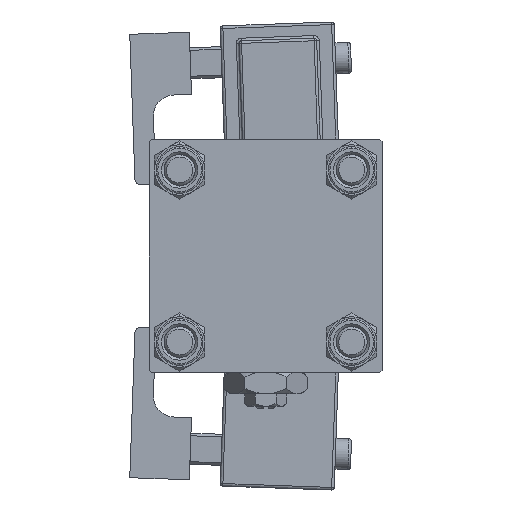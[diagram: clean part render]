
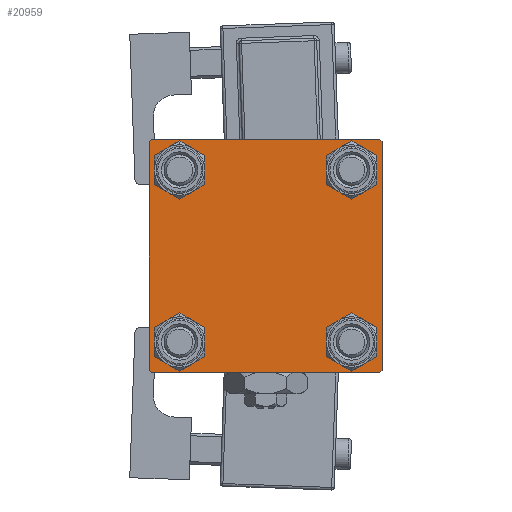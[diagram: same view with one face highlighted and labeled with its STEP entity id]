
A CAD part, left-side view. The second image highlights one B-rep face of the part: STEP entity #20959.
In plain terms, the highlighted planar face has unit normal (-1, 0, 0).
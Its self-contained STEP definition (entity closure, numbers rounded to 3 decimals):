
#143 = CIRCLE ( 'NONE', #14063, 3.5 ) ;
#374 = DIRECTION ( 'NONE',  ( 1., 0., 0. ) ) ;
#551 = VECTOR ( 'NONE', #37643, 1000. ) ;
#640 = LINE ( 'NONE', #23574, #2188 ) ;
#1406 = CARTESIAN_POINT ( 'NONE',  ( 0., -16.6, 16.6 ) ) ;
#1749 = AXIS2_PLACEMENT_3D ( 'NONE', #24565, #42299, #2503 ) ;
#1753 = VERTEX_POINT ( 'NONE', #16066 ) ;
#1799 = DIRECTION ( 'NONE',  ( 1., 0., 0. ) ) ;
#2188 = VECTOR ( 'NONE', #13397, 1000. ) ;
#2238 = LINE ( 'NONE', #42885, #551 ) ;
#2503 = DIRECTION ( 'NONE',  ( 0., 0., 1. ) ) ;
#2618 = FACE_BOUND ( 'NONE', #13706, .T. ) ;
#2800 = EDGE_CURVE ( 'NONE', #1753, #23442, #38153, .T. ) ;
#2842 = DIRECTION ( 'NONE',  ( 0., 0.707, -0.707 ) ) ;
#2897 = CARTESIAN_POINT ( 'NONE',  ( 0., 0., 0. ) ) ;
#3707 = VERTEX_POINT ( 'NONE', #22751 ) ;
#3780 = DIRECTION ( 'NONE',  ( 0., 0.707, 0.707 ) ) ;
#4388 = CARTESIAN_POINT ( 'NONE',  ( 0., 22., 22.5 ) ) ;
#4936 = EDGE_LOOP ( 'NONE', ( #38950, #41936 ) ) ;
#5217 = EDGE_CURVE ( 'NONE', #24265, #40961, #31848, .T. ) ;
#6048 = DIRECTION ( 'NONE',  ( 1., 0., 0. ) ) ;
#6726 = CARTESIAN_POINT ( 'NONE',  ( 0., -16.6, -16.6 ) ) ;
#7244 = AXIS2_PLACEMENT_3D ( 'NONE', #2897, #20317, #55763 ) ;
#7838 = VERTEX_POINT ( 'NONE', #43672 ) ;
#8875 = CIRCLE ( 'NONE', #11635, 3.5 ) ;
#8894 = EDGE_CURVE ( 'NONE', #56131, #41652, #26013, .T. ) ;
#8920 = VERTEX_POINT ( 'NONE', #30293 ) ;
#9356 = VERTEX_POINT ( 'NONE', #33807 ) ;
#9814 = DIRECTION ( 'NONE',  ( 0., 0., -1. ) ) ;
#10183 = CARTESIAN_POINT ( 'NONE',  ( 0., 16.6, 16.6 ) ) ;
#10563 = CARTESIAN_POINT ( 'NONE',  ( 0., -16.6, 16.6 ) ) ;
#11635 = AXIS2_PLACEMENT_3D ( 'NONE', #10183, #54344, #32546 ) ;
#12633 = EDGE_CURVE ( 'NONE', #56131, #3707, #42937, .T. ) ;
#13113 = AXIS2_PLACEMENT_3D ( 'NONE', #6726, #19802, #42176 ) ;
#13206 = EDGE_CURVE ( 'NONE', #35363, #8920, #34774, .T. ) ;
#13397 = DIRECTION ( 'NONE',  ( 0., -1., 0. ) ) ;
#13706 = EDGE_LOOP ( 'NONE', ( #49450, #28904 ) ) ;
#13842 = ORIENTED_EDGE ( 'NONE', *, *, #23275, .T. ) ;
#14063 = AXIS2_PLACEMENT_3D ( 'NONE', #39572, #374, #48294 ) ;
#14287 = ORIENTED_EDGE ( 'NONE', *, *, #32719, .T. ) ;
#14872 = CARTESIAN_POINT ( 'NONE',  ( 0., 16.6, 16.6 ) ) ;
#15292 = VECTOR ( 'NONE', #17598, 1000. ) ;
#15475 = DIRECTION ( 'NONE',  ( 0., 0., 1. ) ) ;
#15758 = EDGE_CURVE ( 'NONE', #40961, #24265, #34286, .T. ) ;
#16066 = CARTESIAN_POINT ( 'NONE',  ( 0., -16.6, -20.1 ) ) ;
#16270 = ORIENTED_EDGE ( 'NONE', *, *, #12633, .T. ) ;
#16464 = CARTESIAN_POINT ( 'NONE',  ( 0., 22., -22.5 ) ) ;
#16544 = CARTESIAN_POINT ( 'NONE',  ( 0., -22.5, 22. ) ) ;
#16817 = FACE_OUTER_BOUND ( 'NONE', #41727, .T. ) ;
#17489 = ORIENTED_EDGE ( 'NONE', *, *, #38652, .T. ) ;
#17598 = DIRECTION ( 'NONE',  ( 0., -1., 0. ) ) ;
#18062 = DIRECTION ( 'NONE',  ( 1., 0., 0. ) ) ;
#18523 = ORIENTED_EDGE ( 'NONE', *, *, #2800, .T. ) ;
#18562 = AXIS2_PLACEMENT_3D ( 'NONE', #10563, #33454, #15475 ) ;
#19702 = CARTESIAN_POINT ( 'NONE',  ( 0., 22.25, 22.25 ) ) ;
#19726 = CARTESIAN_POINT ( 'NONE',  ( 0., -16.6, 13.1 ) ) ;
#19802 = DIRECTION ( 'NONE',  ( 1., 0., 0. ) ) ;
#20317 = DIRECTION ( 'NONE',  ( -1., 0., 0. ) ) ;
#20959 = ADVANCED_FACE ( 'NONE', ( #42694, #42417, #2618, #25530, #16817 ), #38024, .T. ) ;
#21113 = VECTOR ( 'NONE', #50687, 1000. ) ;
#21311 = DIRECTION ( 'NONE',  ( 0., -0.707, -0.707 ) ) ;
#22083 = VERTEX_POINT ( 'NONE', #16544 ) ;
#22345 = EDGE_CURVE ( 'NONE', #23442, #1753, #37908, .T. ) ;
#22625 = AXIS2_PLACEMENT_3D ( 'NONE', #36922, #18062, #53779 ) ;
#22751 = CARTESIAN_POINT ( 'NONE',  ( 0., 22.5, 22. ) ) ;
#23275 = EDGE_CURVE ( 'NONE', #46657, #9356, #28859, .T. ) ;
#23442 = VERTEX_POINT ( 'NONE', #43367 ) ;
#23574 = CARTESIAN_POINT ( 'NONE',  ( 0., 22.5, -22.5 ) ) ;
#23696 = CARTESIAN_POINT ( 'NONE',  ( 0., -16.6, 20.1 ) ) ;
#24265 = VERTEX_POINT ( 'NONE', #23696 ) ;
#24565 = CARTESIAN_POINT ( 'NONE',  ( 0., -16.6, -16.6 ) ) ;
#24927 = ORIENTED_EDGE ( 'NONE', *, *, #39016, .T. ) ;
#25305 = AXIS2_PLACEMENT_3D ( 'NONE', #1406, #6048, #49068 ) ;
#25530 = FACE_BOUND ( 'NONE', #27272, .T. ) ;
#25553 = CARTESIAN_POINT ( 'NONE',  ( 0., -22., -22.5 ) ) ;
#26013 = LINE ( 'NONE', #43754, #15292 ) ;
#27237 = CARTESIAN_POINT ( 'NONE',  ( 0., 22.5, 22.5 ) ) ;
#27272 = EDGE_LOOP ( 'NONE', ( #50628, #46980 ) ) ;
#28095 = LINE ( 'NONE', #27237, #37332 ) ;
#28180 = VECTOR ( 'NONE', #21311, 1000. ) ;
#28859 = LINE ( 'NONE', #38418, #21113 ) ;
#28904 = ORIENTED_EDGE ( 'NONE', *, *, #46417, .T. ) ;
#29116 = CIRCLE ( 'NONE', #22625, 3.5 ) ;
#30293 = CARTESIAN_POINT ( 'NONE',  ( 0., 16.6, 20.1 ) ) ;
#31820 = EDGE_LOOP ( 'NONE', ( #41656, #18523 ) ) ;
#31848 = CIRCLE ( 'NONE', #25305, 3.5 ) ;
#32546 = DIRECTION ( 'NONE',  ( 0., 0., 1. ) ) ;
#32719 = EDGE_CURVE ( 'NONE', #22083, #41652, #47659, .T. ) ;
#32946 = AXIS2_PLACEMENT_3D ( 'NONE', #14872, #1799, #50045 ) ;
#33454 = DIRECTION ( 'NONE',  ( 1., 0., 0. ) ) ;
#33807 = CARTESIAN_POINT ( 'NONE',  ( 0., -22.5, -22. ) ) ;
#33832 = VECTOR ( 'NONE', #2842, 1000. ) ;
#34183 = EDGE_CURVE ( 'NONE', #3707, #50233, #28095, .T. ) ;
#34286 = CIRCLE ( 'NONE', #18562, 3.5 ) ;
#34774 = CIRCLE ( 'NONE', #32946, 3.5 ) ;
#35363 = VERTEX_POINT ( 'NONE', #46448 ) ;
#36278 = ORIENTED_EDGE ( 'NONE', *, *, #40572, .F. ) ;
#36922 = CARTESIAN_POINT ( 'NONE',  ( 0., 16.6, -16.6 ) ) ;
#37332 = VECTOR ( 'NONE', #9814, 1000. ) ;
#37643 = DIRECTION ( 'NONE',  ( 0., 0., -1. ) ) ;
#37908 = CIRCLE ( 'NONE', #1749, 3.5 ) ;
#38024 = PLANE ( 'NONE',  #7244 ) ;
#38153 = CIRCLE ( 'NONE', #13113, 3.5 ) ;
#38418 = CARTESIAN_POINT ( 'NONE',  ( 0., -22.25, -22.25 ) ) ;
#38652 = EDGE_CURVE ( 'NONE', #38762, #46657, #640, .T. ) ;
#38762 = VERTEX_POINT ( 'NONE', #16464 ) ;
#38950 = ORIENTED_EDGE ( 'NONE', *, *, #5217, .T. ) ;
#39016 = EDGE_CURVE ( 'NONE', #50233, #38762, #43407, .T. ) ;
#39329 = EDGE_CURVE ( 'NONE', #50162, #7838, #29116, .T. ) ;
#39572 = CARTESIAN_POINT ( 'NONE',  ( 0., 16.6, -16.6 ) ) ;
#39771 = ORIENTED_EDGE ( 'NONE', *, *, #34183, .T. ) ;
#40572 = EDGE_CURVE ( 'NONE', #22083, #9356, #2238, .T. ) ;
#40961 = VERTEX_POINT ( 'NONE', #19726 ) ;
#41242 = CARTESIAN_POINT ( 'NONE',  ( 0., 22.5, -22. ) ) ;
#41652 = VERTEX_POINT ( 'NONE', #49216 ) ;
#41656 = ORIENTED_EDGE ( 'NONE', *, *, #22345, .T. ) ;
#41727 = EDGE_LOOP ( 'NONE', ( #39771, #24927, #17489, #13842, #36278, #14287, #44450, #16270 ) ) ;
#41936 = ORIENTED_EDGE ( 'NONE', *, *, #15758, .T. ) ;
#42176 = DIRECTION ( 'NONE',  ( 0., 0., 1. ) ) ;
#42299 = DIRECTION ( 'NONE',  ( 1., 0., 0. ) ) ;
#42417 = FACE_BOUND ( 'NONE', #31820, .T. ) ;
#42694 = FACE_BOUND ( 'NONE', #4936, .T. ) ;
#42885 = CARTESIAN_POINT ( 'NONE',  ( 0., -22.5, 22.5 ) ) ;
#42937 = LINE ( 'NONE', #19702, #33832 ) ;
#43367 = CARTESIAN_POINT ( 'NONE',  ( 0., -16.6, -13.1 ) ) ;
#43407 = LINE ( 'NONE', #53564, #28180 ) ;
#43561 = CARTESIAN_POINT ( 'NONE',  ( 0., 16.6, -13.1 ) ) ;
#43572 = CARTESIAN_POINT ( 'NONE',  ( 0., -22.25, 22.25 ) ) ;
#43672 = CARTESIAN_POINT ( 'NONE',  ( 0., 16.6, -20.1 ) ) ;
#43754 = CARTESIAN_POINT ( 'NONE',  ( 0., 22.5, 22.5 ) ) ;
#44450 = ORIENTED_EDGE ( 'NONE', *, *, #8894, .F. ) ;
#46417 = EDGE_CURVE ( 'NONE', #7838, #50162, #143, .T. ) ;
#46448 = CARTESIAN_POINT ( 'NONE',  ( 0., 16.6, 13.1 ) ) ;
#46657 = VERTEX_POINT ( 'NONE', #25553 ) ;
#46980 = ORIENTED_EDGE ( 'NONE', *, *, #13206, .T. ) ;
#47659 = LINE ( 'NONE', #43572, #49397 ) ;
#48294 = DIRECTION ( 'NONE',  ( 0., 0., 1. ) ) ;
#49068 = DIRECTION ( 'NONE',  ( 0., 0., 1. ) ) ;
#49216 = CARTESIAN_POINT ( 'NONE',  ( 0., -22., 22.5 ) ) ;
#49397 = VECTOR ( 'NONE', #3780, 1000. ) ;
#49450 = ORIENTED_EDGE ( 'NONE', *, *, #39329, .T. ) ;
#50045 = DIRECTION ( 'NONE',  ( 0., 0., 1. ) ) ;
#50162 = VERTEX_POINT ( 'NONE', #43561 ) ;
#50233 = VERTEX_POINT ( 'NONE', #41242 ) ;
#50628 = ORIENTED_EDGE ( 'NONE', *, *, #57211, .T. ) ;
#50687 = DIRECTION ( 'NONE',  ( 0., -0.707, 0.707 ) ) ;
#53564 = CARTESIAN_POINT ( 'NONE',  ( 0., 22.25, -22.25 ) ) ;
#53779 = DIRECTION ( 'NONE',  ( 0., 0., 1. ) ) ;
#54344 = DIRECTION ( 'NONE',  ( 1., 0., 0. ) ) ;
#55763 = DIRECTION ( 'NONE',  ( 0., 0., 1. ) ) ;
#56131 = VERTEX_POINT ( 'NONE', #4388 ) ;
#57211 = EDGE_CURVE ( 'NONE', #8920, #35363, #8875, .T. ) ;
